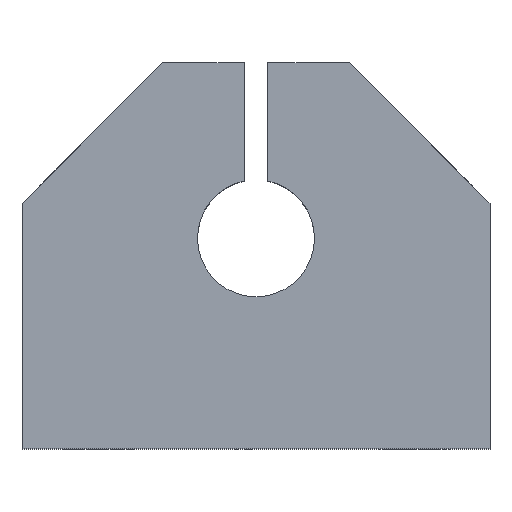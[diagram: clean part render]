
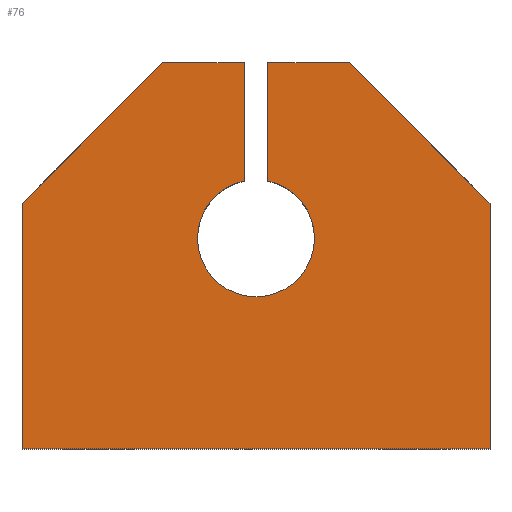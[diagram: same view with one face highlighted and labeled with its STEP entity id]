
A CAD part, top view. The second image highlights one B-rep face of the part: STEP entity #76.
In plain terms, the highlighted planar face has unit normal (0, 0, 1).
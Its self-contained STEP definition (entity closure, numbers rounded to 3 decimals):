
#76 = ADVANCED_FACE( '', ( #167 ), #168, .T. );
#167 = FACE_OUTER_BOUND( '', #266, .T. );
#168 = PLANE( '', #267 );
#266 = EDGE_LOOP( '', ( #417, #418, #419, #420, #421, #422, #423, #424, #425, #426 ) );
#267 = AXIS2_PLACEMENT_3D( '', #427, #428, #429 );
#417 = ORIENTED_EDGE( '', *, *, #546, .T. );
#418 = ORIENTED_EDGE( '', *, *, #534, .T. );
#419 = ORIENTED_EDGE( '', *, *, #547, .T. );
#420 = ORIENTED_EDGE( '', *, *, #522, .T. );
#421 = ORIENTED_EDGE( '', *, *, #529, .T. );
#422 = ORIENTED_EDGE( '', *, *, #540, .T. );
#423 = ORIENTED_EDGE( '', *, *, #503, .F. );
#424 = ORIENTED_EDGE( '', *, *, #548, .T. );
#425 = ORIENTED_EDGE( '', *, *, #495, .T. );
#426 = ORIENTED_EDGE( '', *, *, #508, .T. );
#427 = CARTESIAN_POINT( '', ( 0., 18., 18. ) );
#428 = DIRECTION( '', ( 0., 0., 1. ) );
#429 = DIRECTION( '', ( 1., 0., 0. ) );
#495 = EDGE_CURVE( '', #568, #566, #569, .T. );
#503 = EDGE_CURVE( '', #580, #582, #583, .T. );
#508 = EDGE_CURVE( '', #566, #588, #590, .T. );
#522 = EDGE_CURVE( '', #614, #612, #615, .T. );
#529 = EDGE_CURVE( '', #612, #623, #625, .T. );
#534 = EDGE_CURVE( '', #634, #632, #635, .T. );
#540 = EDGE_CURVE( '', #623, #582, #642, .T. );
#546 = EDGE_CURVE( '', #588, #634, #648, .T. );
#547 = EDGE_CURVE( '', #632, #614, #649, .T. );
#548 = EDGE_CURVE( '', #580, #568, #650, .T. );
#566 = VERTEX_POINT( '', #673 );
#568 = VERTEX_POINT( '', #676 );
#569 = LINE( '', #677, #678 );
#580 = VERTEX_POINT( '', #767 );
#582 = VERTEX_POINT( '', #770 );
#583 = CIRCLE( '', #771, 5. );
#588 = VERTEX_POINT( '', #778 );
#590 = LINE( '', #781, #782 );
#612 = VERTEX_POINT( '', #805 );
#614 = VERTEX_POINT( '', #808 );
#615 = LINE( '', #809, #810 );
#623 = VERTEX_POINT( '', #820 );
#625 = LINE( '', #823, #824 );
#632 = VERTEX_POINT( '', #832 );
#634 = VERTEX_POINT( '', #835 );
#635 = LINE( '', #836, #837 );
#642 = LINE( '', #846, #847 );
#648 = LINE( '', #856, #857 );
#649 = LINE( '', #858, #859 );
#650 = LINE( '', #860, #861 );
#673 = CARTESIAN_POINT( '', ( -8., 33., 18. ) );
#676 = CARTESIAN_POINT( '', ( -1., 33., 18. ) );
#677 = CARTESIAN_POINT( '', ( -1., 33., 18. ) );
#678 = VECTOR( '', #936, 1000. );
#767 = CARTESIAN_POINT( '', ( -1., 22.899, 18. ) );
#770 = CARTESIAN_POINT( '', ( 1., 22.899, 18. ) );
#771 = AXIS2_PLACEMENT_3D( '', #945, #946, #947 );
#778 = CARTESIAN_POINT( '', ( -20., 21., 18. ) );
#781 = CARTESIAN_POINT( '', ( -8., 33., 18. ) );
#782 = VECTOR( '', #951, 1000. );
#805 = CARTESIAN_POINT( '', ( 8., 33., 18. ) );
#808 = CARTESIAN_POINT( '', ( 20., 21., 18. ) );
#809 = CARTESIAN_POINT( '', ( 20., 21., 18. ) );
#810 = VECTOR( '', #975, 1000. );
#820 = CARTESIAN_POINT( '', ( 1., 33., 18. ) );
#823 = CARTESIAN_POINT( '', ( 8., 33., 18. ) );
#824 = VECTOR( '', #982, 1000. );
#832 = CARTESIAN_POINT( '', ( 20., 0., 18. ) );
#835 = CARTESIAN_POINT( '', ( -20., 0., 18. ) );
#836 = CARTESIAN_POINT( '', ( -20., 0., 18. ) );
#837 = VECTOR( '', #988, 1000. );
#846 = CARTESIAN_POINT( '', ( 1., 33., 18. ) );
#847 = VECTOR( '', #994, 1000. );
#856 = CARTESIAN_POINT( '', ( -20., 21., 18. ) );
#857 = VECTOR( '', #998, 1000. );
#858 = CARTESIAN_POINT( '', ( 20., 0., 18. ) );
#859 = VECTOR( '', #999, 1000. );
#860 = CARTESIAN_POINT( '', ( -1., 22.899, 18. ) );
#861 = VECTOR( '', #1000, 1000. );
#936 = DIRECTION( '', ( -1., 0., 0. ) );
#945 = CARTESIAN_POINT( '', ( 0., 18., 18. ) );
#946 = DIRECTION( '', ( 0., 0., 1. ) );
#947 = DIRECTION( '', ( 1., 0., 0. ) );
#951 = DIRECTION( '', ( -0.707, -0.707, 0. ) );
#975 = DIRECTION( '', ( -0.707, 0.707, 0. ) );
#982 = DIRECTION( '', ( -1., 0., 0. ) );
#988 = DIRECTION( '', ( 1., 0., 0. ) );
#994 = DIRECTION( '', ( 0., -1., 0. ) );
#998 = DIRECTION( '', ( 0., -1., 0. ) );
#999 = DIRECTION( '', ( 0., 1., 0. ) );
#1000 = DIRECTION( '', ( 0., 1., 0. ) );
